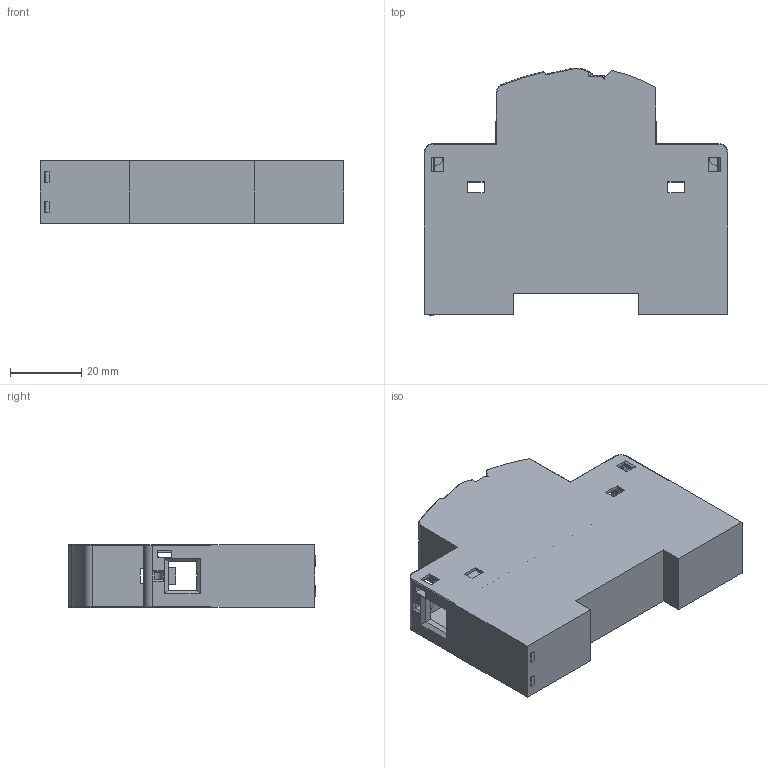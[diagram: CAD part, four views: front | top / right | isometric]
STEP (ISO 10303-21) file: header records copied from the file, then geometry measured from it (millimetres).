
FILE_DESCRIPTION(('CATIA V5 STEP Exchange','CAx-IF Rec.Pracs.--- Model Styling and Organization---1.4--- 2014-01-23'),'2;1');
FILE_NAME('GWD6703.CATProduct.stp','2020-09-23T14:55:50+00:00',('none'),('none'),'CATIA Version 5-6 Release 2016 SP6','CATIA V5 STEP AP214','none');
FILE_SCHEMA(('AUTOMOTIVE_DESIGN { 1 0 10303 214 1 1 1 1 }'));
Length unit declared in the file: millimetre
Products named in the file (2): GWD6703; 64355647
Assembly tree (1 placements, depth 2):
  GWD6703
    64355647
Bounding box: 85 x 69.4 x 17.5 mm (x, y, z)
Volume: 48628.6 mm3; surface area: 23402.8 mm2
Topology: 2 solids, 2 shells, 429 faces, 1229 edges, 797 vertices
Faces by surface type: plane 303, cylinder 97, torus 16, cone 8, bspline 4, sphere 1
Entity records: 14635 total; most frequent: CARTESIAN_POINT 3202, ORIENTED_EDGE 2458, DIRECTION 1960, EDGE_CURVE 1229, VECTOR 965, LINE 965, VERTEX_POINT 797, AXIS2_PLACEMENT_3D 579
